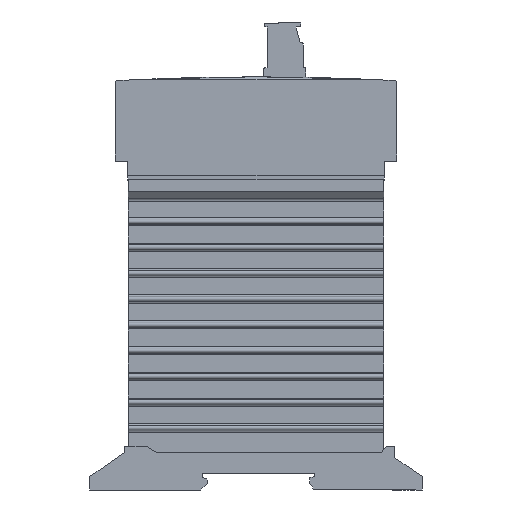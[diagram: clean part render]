
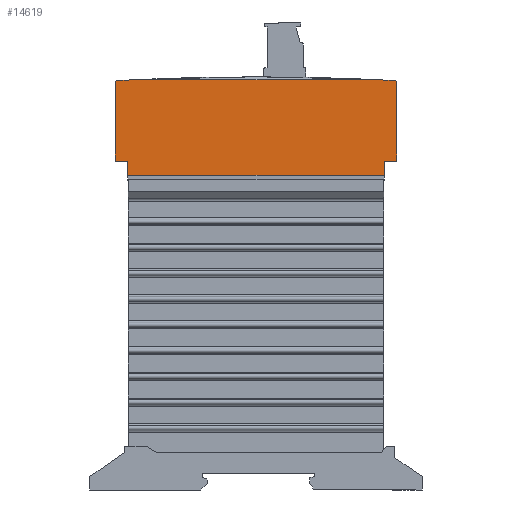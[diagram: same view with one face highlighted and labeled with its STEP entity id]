
A CAD part, left-side view. The second image highlights one B-rep face of the part: STEP entity #14619.
In plain terms, the highlighted planar face has unit normal (-1, 0, 0).
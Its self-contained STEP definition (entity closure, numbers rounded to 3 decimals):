
#229 = DIRECTION ( 'NONE',  ( 0., 0., -1. ) ) ;
#231 = VECTOR ( 'NONE', #229, 1000. ) ;
#232 = CARTESIAN_POINT ( 'NONE',  ( -26.681, -4.017, -9.44 ) ) ;
#233 = LINE ( 'NONE', #232, #231 ) ;
#253 = DIRECTION ( 'NONE',  ( 0., -1., 0. ) ) ;
#254 = VECTOR ( 'NONE', #253, 1000. ) ;
#255 = CARTESIAN_POINT ( 'NONE',  ( -26.681, 110.868, -9.44 ) ) ;
#256 = DIRECTION ( 'NONE',  ( 0., 0., 1. ) ) ;
#257 = DIRECTION ( 'NONE',  ( -1., 0., 0. ) ) ;
#258 = CARTESIAN_POINT ( 'NONE',  ( -26.681, 110.868, -9.44 ) ) ;
#259 = AXIS2_PLACEMENT_3D ( 'NONE', #258, #257, #256 ) ;
#260 = LINE ( 'NONE', #255, #254 ) ;
#261 = PLANE ( 'NONE',  #259 ) ;
#262 = FACE_OUTER_BOUND ( 'NONE', #14580, .T. ) ;
#1093 = CARTESIAN_POINT ( 'NONE',  ( -26.681, -7.817, -38.14 ) ) ;
#1113 = CARTESIAN_POINT ( 'NONE',  ( -26.681, -4.017, -33.89 ) ) ;
#1114 = DIRECTION ( 'NONE',  ( 0., -1., 0. ) ) ;
#1115 = VECTOR ( 'NONE', #1114, 1000. ) ;
#1116 = CARTESIAN_POINT ( 'NONE',  ( -26.681, 110.868, -33.89 ) ) ;
#1117 = LINE ( 'NONE', #1116, #1115 ) ;
#1118 = CARTESIAN_POINT ( 'NONE',  ( -26.681, -7.817, -33.89 ) ) ;
#1282 = DIRECTION ( 'NONE',  ( 0., 0., -1. ) ) ;
#1283 = VECTOR ( 'NONE', #1282, 1000. ) ;
#1284 = CARTESIAN_POINT ( 'NONE',  ( -26.681, -7.817, -9.44 ) ) ;
#1285 = LINE ( 'NONE', #1284, #1283 ) ;
#1926 = CARTESIAN_POINT ( 'NONE',  ( -26.681, -84.817, -9.44 ) ) ;
#1927 = LINE ( 'NONE', #1926, #1988 ) ;
#1928 = CARTESIAN_POINT ( 'NONE',  ( -26.681, -84.817, -33.89 ) ) ;
#1986 = CARTESIAN_POINT ( 'NONE',  ( -26.681, -84.817, -38.14 ) ) ;
#1987 = DIRECTION ( 'NONE',  ( 0., 0., 1. ) ) ;
#1988 = VECTOR ( 'NONE', #1987, 1000. ) ;
#1990 = DIRECTION ( 'NONE',  ( 0., 0., 1. ) ) ;
#1991 = DIRECTION ( 'NONE',  ( -1., 0., 0. ) ) ;
#1992 = CARTESIAN_POINT ( 'NONE',  ( -26.681, -4.817, -10.518 ) ) ;
#1993 = AXIS2_PLACEMENT_3D ( 'NONE', #1992, #1991, #1990 ) ;
#1994 = CIRCLE ( 'NONE', #1993, 0.8 ) ;
#1996 = CARTESIAN_POINT ( 'NONE',  ( -26.681, -4.017, -10.518 ) ) ;
#2076 = CARTESIAN_POINT ( 'NONE',  ( -26.681, -88.617, -10.518 ) ) ;
#2077 = DIRECTION ( 'NONE',  ( 0., 0., 1. ) ) ;
#2078 = DIRECTION ( 'NONE',  ( -1., 0., 0. ) ) ;
#2079 = CARTESIAN_POINT ( 'NONE',  ( -26.681, -87.817, -10.518 ) ) ;
#2080 = AXIS2_PLACEMENT_3D ( 'NONE', #2079, #2078, #2077 ) ;
#2081 = CIRCLE ( 'NONE', #2080, 0.8 ) ;
#2082 = VECTOR ( 'NONE', #2143, 1000. ) ;
#2083 = CARTESIAN_POINT ( 'NONE',  ( -26.681, 110.868, -33.89 ) ) ;
#2084 = LINE ( 'NONE', #2083, #2082 ) ;
#2100 = CARTESIAN_POINT ( 'NONE',  ( -26.681, -88.617, -33.89 ) ) ;
#2143 = DIRECTION ( 'NONE',  ( 0., -1., 0. ) ) ;
#8944 = DIRECTION ( 'NONE',  ( 0., 0., 1. ) ) ;
#8945 = DIRECTION ( 'NONE',  ( -1., 0., 0. ) ) ;
#8946 = CARTESIAN_POINT ( 'NONE',  ( -26.681, -46.317, -808.64 ) ) ;
#8947 = AXIS2_PLACEMENT_3D ( 'NONE', #8946, #8945, #8944 ) ;
#8956 = CIRCLE ( 'NONE', #8947, 800. ) ;
#8984 = CARTESIAN_POINT ( 'NONE',  ( -26.681, -10.549, -9.44 ) ) ;
#9018 = CARTESIAN_POINT ( 'NONE',  ( -26.681, -87.859, -9.719 ) ) ;
#9019 = CARTESIAN_POINT ( 'NONE',  ( -26.681, -82.085, -9.44 ) ) ;
#9108 = CARTESIAN_POINT ( 'NONE',  ( -26.681, -4.776, -9.719 ) ) ;
#9110 = DIRECTION ( 'NONE',  ( 0., 0., 1. ) ) ;
#9111 = DIRECTION ( 'NONE',  ( -1., 0., 0. ) ) ;
#9112 = CARTESIAN_POINT ( 'NONE',  ( -26.681, -46.317, -808.64 ) ) ;
#9113 = AXIS2_PLACEMENT_3D ( 'NONE', #9112, #9111, #9110 ) ;
#9114 = CIRCLE ( 'NONE', #9113, 800. ) ;
#13423 = EDGE_CURVE ( 'NONE', #15620, #15642, #20128, .T. ) ;
#14492 = EDGE_CURVE ( 'NONE', #15043, #15563, #25080, .T. ) ;
#14580 = EDGE_LOOP ( 'NONE', ( #14636, #14620, #14621, #14622, #14626, #14628, #14616, #14617, #14615, #14611, #14612, #14613 ) ) ;
#14610 = EDGE_CURVE ( 'NONE', #15591, #15068, #233, .T. ) ;
#14611 = ORIENTED_EDGE ( 'NONE', *, *, #15067, .T. ) ;
#14612 = ORIENTED_EDGE ( 'NONE', *, *, #15186, .T. ) ;
#14613 = ORIENTED_EDGE ( 'NONE', *, *, #14492, .T. ) ;
#14615 = ORIENTED_EDGE ( 'NONE', *, *, #14610, .T. ) ;
#14616 = ORIENTED_EDGE ( 'NONE', *, *, #26395, .T. ) ;
#14617 = ORIENTED_EDGE ( 'NONE', *, *, #15594, .T. ) ;
#14619 = ADVANCED_FACE ( 'NONE', ( #262 ), #261, .T. ) ;
#14620 = ORIENTED_EDGE ( 'NONE', *, *, #15654, .T. ) ;
#14621 = ORIENTED_EDGE ( 'NONE', *, *, #13423, .F. ) ;
#14622 = ORIENTED_EDGE ( 'NONE', *, *, #15619, .T. ) ;
#14626 = ORIENTED_EDGE ( 'NONE', *, *, #26436, .T. ) ;
#14628 = ORIENTED_EDGE ( 'NONE', *, *, #14630, .F. ) ;
#14630 = EDGE_CURVE ( 'NONE', #26401, #26410, #260, .T. ) ;
#14636 = ORIENTED_EDGE ( 'NONE', *, *, #15562, .T. ) ;
#15043 = VERTEX_POINT ( 'NONE', #1093 ) ;
#15065 = VERTEX_POINT ( 'NONE', #1118 ) ;
#15067 = EDGE_CURVE ( 'NONE', #15068, #15065, #1117, .T. ) ;
#15068 = VERTEX_POINT ( 'NONE', #1113 ) ;
#15186 = EDGE_CURVE ( 'NONE', #15065, #15043, #1285, .T. ) ;
#15560 = VERTEX_POINT ( 'NONE', #1928 ) ;
#15562 = EDGE_CURVE ( 'NONE', #15563, #15560, #1927, .T. ) ;
#15563 = VERTEX_POINT ( 'NONE', #1986 ) ;
#15591 = VERTEX_POINT ( 'NONE', #1996 ) ;
#15594 = EDGE_CURVE ( 'NONE', #26443, #15591, #1994, .T. ) ;
#15619 = EDGE_CURVE ( 'NONE', #15620, #26414, #2081, .T. ) ;
#15620 = VERTEX_POINT ( 'NONE', #2076 ) ;
#15642 = VERTEX_POINT ( 'NONE', #2100 ) ;
#15654 = EDGE_CURVE ( 'NONE', #15560, #15642, #2084, .T. ) ;
#20125 = DIRECTION ( 'NONE',  ( 0., 0., -1. ) ) ;
#20126 = VECTOR ( 'NONE', #20125, 1000. ) ;
#20127 = CARTESIAN_POINT ( 'NONE',  ( -26.681, -88.617, -9.44 ) ) ;
#20128 = LINE ( 'NONE', #20127, #20126 ) ;
#25053 = DIRECTION ( 'NONE',  ( 0., -1., 0. ) ) ;
#25054 = CARTESIAN_POINT ( 'NONE',  ( -26.681, 110.868, -38.14 ) ) ;
#25079 = VECTOR ( 'NONE', #25053, 1000. ) ;
#25080 = LINE ( 'NONE', #25054, #25079 ) ;
#26395 = EDGE_CURVE ( 'NONE', #26401, #26443, #8956, .T. ) ;
#26401 = VERTEX_POINT ( 'NONE', #8984 ) ;
#26410 = VERTEX_POINT ( 'NONE', #9019 ) ;
#26414 = VERTEX_POINT ( 'NONE', #9018 ) ;
#26436 = EDGE_CURVE ( 'NONE', #26414, #26410, #9114, .T. ) ;
#26443 = VERTEX_POINT ( 'NONE', #9108 ) ;
